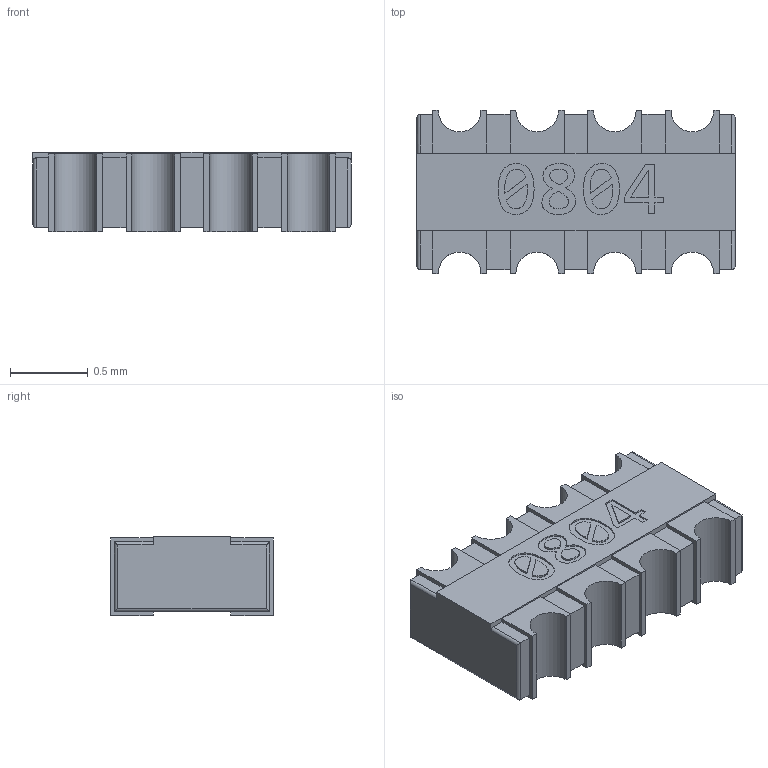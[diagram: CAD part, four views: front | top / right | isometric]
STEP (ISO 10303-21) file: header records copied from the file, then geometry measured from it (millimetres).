
FILE_DESCRIPTION(/* description */ (''),/* implementation_level */ '2;1');
FILE_NAME(/* name */ 'RESNET - 0804 Concave.step',/* time_stamp */ '2019-11-24T09:35:30+00:00',/* author */ (''),/* organization */ (''),/* preprocessor_version */ 'ST-DEVELOPER v18',/* originating_system */ 'Autodesk Translation Framework v8.12.0.6',/* authorisation */ '');
FILE_SCHEMA (('AUTOMOTIVE_DESIGN { 1 0 10303 214 3 1 1 }'));
Length unit declared in the file: millimetre
Products named in the file (1): RESNET - 0804 Concave
Bounding box: 2.05 x 1.05 x 0.51 mm (x, y, z)
Volume: 0.9 mm3; surface area: 7.9 mm2
Topology: 1 solids, 1 shells, 253 faces, 712 edges, 472 vertices
Faces by surface type: bspline 124, plane 111, cylinder 18
Entity records: 9351 total; most frequent: CARTESIAN_POINT 3546, ORIENTED_EDGE 1424, DIRECTION 752, EDGE_CURVE 712, VERTEX_POINT 472, LINE 436, VECTOR 436, EDGE_LOOP 264
